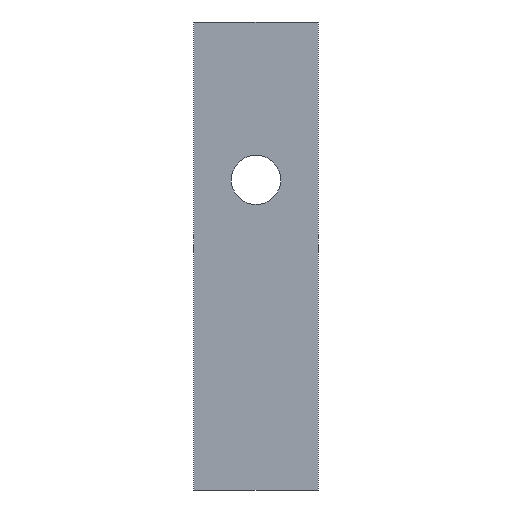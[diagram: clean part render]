
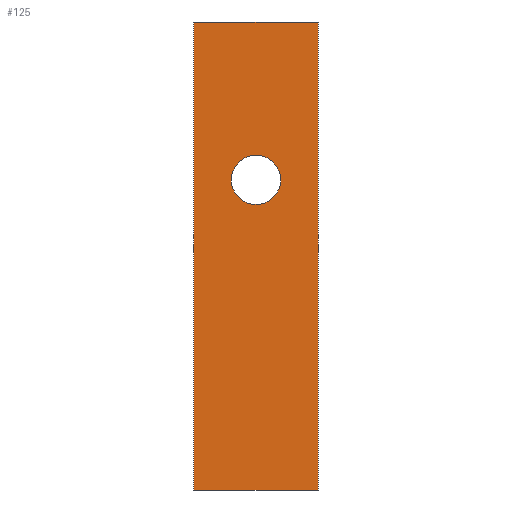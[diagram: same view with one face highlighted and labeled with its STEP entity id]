
A CAD part, left-side view. The second image highlights one B-rep face of the part: STEP entity #125.
In plain terms, the highlighted planar face has unit normal (-1, 0, 0).
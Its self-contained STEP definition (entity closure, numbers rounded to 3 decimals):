
#16=FACE_BOUND('',#30,.T.);
#18=CIRCLE('',#147,7.938);
#22=FACE_OUTER_BOUND('',#29,.T.);
#29=EDGE_LOOP('',(#95,#96,#97,#98));
#30=EDGE_LOOP('',(#99));
#36=LINE('',#190,#49);
#40=LINE('',#198,#53);
#43=LINE('',#204,#56);
#44=LINE('',#205,#57);
#49=VECTOR('',#157,10.);
#53=VECTOR('',#163,10.);
#56=VECTOR('',#168,10.);
#57=VECTOR('',#169,10.);
#62=VERTEX_POINT('',#188);
#63=VERTEX_POINT('',#189);
#66=VERTEX_POINT('',#197);
#68=VERTEX_POINT('',#203);
#69=VERTEX_POINT('',#206);
#72=EDGE_CURVE('',#62,#63,#36,.T.);
#76=EDGE_CURVE('',#62,#66,#40,.T.);
#79=EDGE_CURVE('',#63,#68,#43,.T.);
#80=EDGE_CURVE('',#66,#68,#44,.T.);
#81=EDGE_CURVE('',#69,#69,#18,.T.);
#95=ORIENTED_EDGE('',*,*,#72,.T.);
#96=ORIENTED_EDGE('',*,*,#79,.T.);
#97=ORIENTED_EDGE('',*,*,#80,.F.);
#98=ORIENTED_EDGE('',*,*,#76,.F.);
#99=ORIENTED_EDGE('',*,*,#81,.T.);
#119=PLANE('',#146);
#125=ADVANCED_FACE('',(#22,#16),#119,.T.);
#146=AXIS2_PLACEMENT_3D('',#202,#166,#167);
#147=AXIS2_PLACEMENT_3D('',#207,#170,#171);
#157=DIRECTION('',(0.,-1.,0.));
#163=DIRECTION('',(0.,0.,1.));
#166=DIRECTION('center_axis',(-1.,0.,0.));
#167=DIRECTION('ref_axis',(0.,-1.,0.));
#168=DIRECTION('',(0.,0.,1.));
#169=DIRECTION('',(0.,-1.,0.));
#170=DIRECTION('center_axis',(1.,0.,0.));
#171=DIRECTION('ref_axis',(0.,1.,0.));
#188=CARTESIAN_POINT('',(0.,40.,130.));
#189=CARTESIAN_POINT('',(0.,0.,130.));
#190=CARTESIAN_POINT('',(0.,30.,130.));
#197=CARTESIAN_POINT('',(0.,40.,280.6));
#198=CARTESIAN_POINT('',(0.,40.,0.));
#202=CARTESIAN_POINT('Origin',(0.,40.,0.));
#203=CARTESIAN_POINT('',(0.,0.,280.6));
#204=CARTESIAN_POINT('',(0.,0.,0.));
#205=CARTESIAN_POINT('',(0.,40.,280.6));
#206=CARTESIAN_POINT('',(0.,12.063,229.8));
#207=CARTESIAN_POINT('Origin',(0.,20.,229.8));
